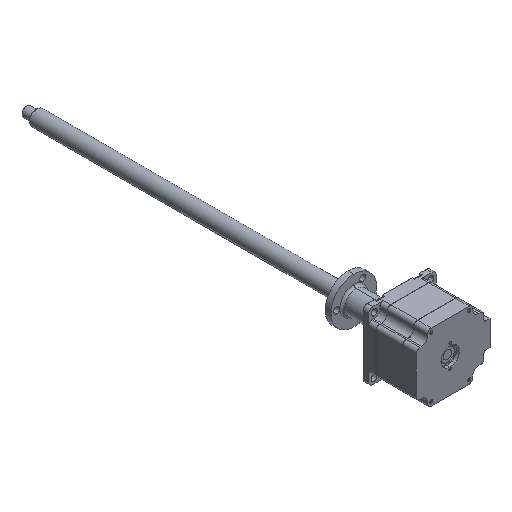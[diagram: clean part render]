
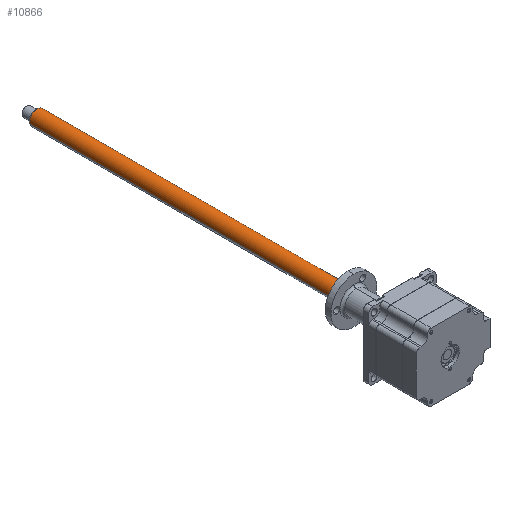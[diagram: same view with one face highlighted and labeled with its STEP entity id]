
A CAD part, isometric view. The second image highlights one B-rep face of the part: STEP entity #10866.
In plain terms, the highlighted cylindrical face has radius 6.225 mm (diameter 12.45 mm), a partial arc.
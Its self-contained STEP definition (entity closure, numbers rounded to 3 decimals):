
#787 = VERTEX_POINT ( 'NONE', #2871 ) ;
#1159 = CIRCLE ( 'NONE', #11696, 6.225 ) ;
#1403 = AXIS2_PLACEMENT_3D ( 'NONE', #2788, #11705, #6768 ) ;
#1474 = LINE ( 'NONE', #4057, #9047 ) ;
#2788 = CARTESIAN_POINT ( 'NONE',  ( -17.293, 303.999, 33.35 ) ) ;
#2871 = CARTESIAN_POINT ( 'NONE',  ( -23.36, 3.999, 31.956 ) ) ;
#3241 = EDGE_CURVE ( 'NONE', #10755, #787, #1474, .T. ) ;
#3504 = VECTOR ( 'NONE', #10036, 1000. ) ;
#3589 = CARTESIAN_POINT ( 'NONE',  ( -23.36, 302.999, 31.956 ) ) ;
#4010 = DIRECTION ( 'NONE',  ( 0., -1., 0. ) ) ;
#4057 = CARTESIAN_POINT ( 'NONE',  ( -23.36, 303.999, 31.956 ) ) ;
#4459 = CYLINDRICAL_SURFACE ( 'NONE', #1403, 6.225 ) ;
#4518 = DIRECTION ( 'NONE',  ( 0., -1., 0. ) ) ;
#5043 = ORIENTED_EDGE ( 'NONE', *, *, #9153, .T. ) ;
#5209 = EDGE_CURVE ( 'NONE', #8572, #7030, #6136, .T. ) ;
#5334 = EDGE_LOOP ( 'NONE', ( #8564, #5043, #11476, #10130 ) ) ;
#5490 = CARTESIAN_POINT ( 'NONE',  ( -11.226, 302.999, 34.744 ) ) ;
#5525 = DIRECTION ( 'NONE',  ( 0., -1., 0. ) ) ;
#5659 = EDGE_CURVE ( 'NONE', #7030, #787, #1159, .T. ) ;
#6136 = LINE ( 'NONE', #8043, #3504 ) ;
#6708 = CARTESIAN_POINT ( 'NONE',  ( -11.226, 3.999, 34.744 ) ) ;
#6768 = DIRECTION ( 'NONE',  ( -0.975, 0., -0.224 ) ) ;
#7030 = VERTEX_POINT ( 'NONE', #6708 ) ;
#8043 = CARTESIAN_POINT ( 'NONE',  ( -11.226, 303.999, 34.744 ) ) ;
#8564 = ORIENTED_EDGE ( 'NONE', *, *, #5209, .F. ) ;
#8572 = VERTEX_POINT ( 'NONE', #5490 ) ;
#8958 = CIRCLE ( 'NONE', #11077, 6.225 ) ;
#9047 = VECTOR ( 'NONE', #4010, 1000. ) ;
#9153 = EDGE_CURVE ( 'NONE', #8572, #10755, #8958, .T. ) ;
#10003 = FACE_OUTER_BOUND ( 'NONE', #5334, .T. ) ;
#10036 = DIRECTION ( 'NONE',  ( 0., -1., 0. ) ) ;
#10130 = ORIENTED_EDGE ( 'NONE', *, *, #5659, .F. ) ;
#10432 = CARTESIAN_POINT ( 'NONE',  ( -17.293, 3.999, 33.35 ) ) ;
#10755 = VERTEX_POINT ( 'NONE', #3589 ) ;
#10866 = ADVANCED_FACE ( 'NONE', ( #10003 ), #4459, .T. ) ;
#11077 = AXIS2_PLACEMENT_3D ( 'NONE', #11443, #5525, #12435 ) ;
#11432 = DIRECTION ( 'NONE',  ( -0.975, 0., -0.224 ) ) ;
#11443 = CARTESIAN_POINT ( 'NONE',  ( -17.293, 302.999, 33.35 ) ) ;
#11476 = ORIENTED_EDGE ( 'NONE', *, *, #3241, .T. ) ;
#11696 = AXIS2_PLACEMENT_3D ( 'NONE', #10432, #4518, #11432 ) ;
#11705 = DIRECTION ( 'NONE',  ( 0., -1., 0. ) ) ;
#12435 = DIRECTION ( 'NONE',  ( 0.975, 0., 0.224 ) ) ;
